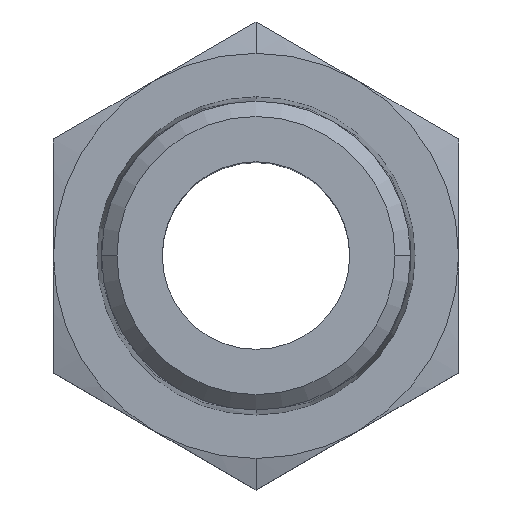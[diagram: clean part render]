
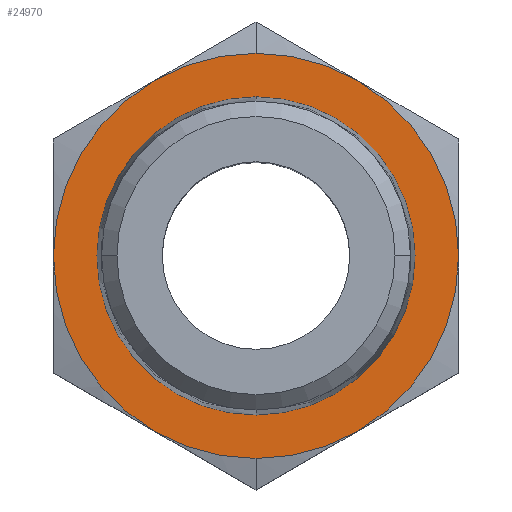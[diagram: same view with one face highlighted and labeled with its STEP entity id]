
A CAD part, top view. The second image highlights one B-rep face of the part: STEP entity #24970.
In plain terms, the highlighted planar face has unit normal (0, 0, 1).
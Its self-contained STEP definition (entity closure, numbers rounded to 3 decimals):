
#13520=CARTESIAN_POINT('',(0.,13.5,23.));
#13530=VERTEX_POINT('',#13520);
#13580=CARTESIAN_POINT('',(0.,0.,23.));
#13590=DIRECTION('',(0.,0.,-1.));
#13600=DIRECTION('',(0.,-1.,0.));
#13610=AXIS2_PLACEMENT_3D('',#13580,#13590,#13600);
#13620=CIRCLE('',#13610,13.5);
#13630=CARTESIAN_POINT('',(-6.75,11.691,23.));
#13640=VERTEX_POINT('',#13630);
#13650=EDGE_CURVE('',#13640,#13530,#13620,.T.);
#14120=CARTESIAN_POINT('',(0.,0.,23.));
#14130=DIRECTION('',(0.,0.,-1.));
#14140=DIRECTION('',(0.,-1.,0.));
#14150=AXIS2_PLACEMENT_3D('',#14120,#14130,#14140);
#14160=CIRCLE('',#14150,13.5);
#14170=CARTESIAN_POINT('',(6.75,11.691,23.));
#14180=VERTEX_POINT('',#14170);
#14190=CARTESIAN_POINT('',(13.5,0.,23.));
#14200=VERTEX_POINT('',#14190);
#14210=EDGE_CURVE('',#14180,#14200,#14160,.T.);
#15000=CARTESIAN_POINT('',(0.,0.,23.));
#15010=DIRECTION('',(0.,0.,-1.));
#15020=DIRECTION('',(0.,-1.,0.));
#15030=AXIS2_PLACEMENT_3D('',#15000,#15010,#15020);
#15040=CIRCLE('',#15030,13.5);
#15050=CARTESIAN_POINT('',(-6.75,-11.691,23.));
#15060=VERTEX_POINT('',#15050);
#15070=CARTESIAN_POINT('',(-13.5,0.,23.));
#15080=VERTEX_POINT('',#15070);
#15090=EDGE_CURVE('',#15060,#15080,#15040,.T.);
#16200=CARTESIAN_POINT('',(6.75,-11.691,23.));
#16210=VERTEX_POINT('',#16200);
#16240=CARTESIAN_POINT('',(0.,0.,23.));
#16250=DIRECTION('',(0.,0.,-1.));
#16260=DIRECTION('',(0.,-1.,0.));
#16270=AXIS2_PLACEMENT_3D('',#16240,#16250,#16260);
#16280=CIRCLE('',#16270,13.5);
#16290=EDGE_CURVE('',#14200,#16210,#16280,.T.);
#17060=CARTESIAN_POINT('',(0.,0.,23.));
#17070=DIRECTION('',(0.,0.,-1.));
#17080=DIRECTION('',(0.,-1.,0.));
#17090=AXIS2_PLACEMENT_3D('',#17060,#17070,#17080);
#17100=CIRCLE('',#17090,13.5);
#17110=EDGE_CURVE('',#15080,#13640,#17100,.T.);
#18500=EDGE_CURVE('',#13530,#14180,#13620,.T.);
#24280=CARTESIAN_POINT('',(0.,-13.5,23.));
#24290=VERTEX_POINT('',#24280);
#24330=CARTESIAN_POINT('',(0.,0.,23.));
#24340=DIRECTION('',(0.,0.,-1.));
#24350=DIRECTION('',(0.,-1.,0.));
#24360=AXIS2_PLACEMENT_3D('',#24330,#24340,#24350);
#24370=CIRCLE('',#24360,13.5);
#24380=EDGE_CURVE('',#24290,#15060,#24370,.T.);
#24660=CARTESIAN_POINT('',(0.,-14.036,23.));
#24670=DIRECTION('',(-0.,-0.,-1.));
#24680=DIRECTION('',(0.,-1.,0.));
#24690=AXIS2_PLACEMENT_3D('',#24660,#24670,#24680);
#24700=PLANE('',#24690);
#24710=ORIENTED_EDGE('',*,*,#14210,.F.);
#24720=ORIENTED_EDGE('',*,*,#16290,.F.);
#24730=EDGE_CURVE('',#16210,#24290,#24370,.T.);
#24740=ORIENTED_EDGE('',*,*,#24730,.F.);
#24750=ORIENTED_EDGE('',*,*,#24380,.F.);
#24760=ORIENTED_EDGE('',*,*,#15090,.F.);
#24770=ORIENTED_EDGE('',*,*,#17110,.F.);
#24780=ORIENTED_EDGE('',*,*,#13650,.F.);
#24790=ORIENTED_EDGE('',*,*,#18500,.F.);
#24800=EDGE_LOOP('',(#24790,#24780,#24770,#24760,#24750,#24740,#24720,
#24710));
#24810=FACE_OUTER_BOUND('',#24800,.T.);
#24820=CARTESIAN_POINT('',(0.,0.,23.));
#24830=DIRECTION('',(0.,0.,1.));
#24840=DIRECTION('',(0.,-1.,0.));
#24850=AXIS2_PLACEMENT_3D('',#24820,#24830,#24840);
#24860=CIRCLE('',#24850,10.601);
#24870=CARTESIAN_POINT('',(0.,-10.601,23.));
#24880=VERTEX_POINT('',#24870);
#24890=CARTESIAN_POINT('',(0.,10.601,23.));
#24900=VERTEX_POINT('',#24890);
#24910=EDGE_CURVE('',#24880,#24900,#24860,.T.);
#24920=ORIENTED_EDGE('',*,*,#24910,.F.);
#24930=EDGE_CURVE('',#24900,#24880,#24860,.T.);
#24940=ORIENTED_EDGE('',*,*,#24930,.F.);
#24950=EDGE_LOOP('',(#24940,#24920));
#24960=FACE_BOUND('',#24950,.T.);
#24970=ADVANCED_FACE('',(#24810,#24960),#24700,.F.);
